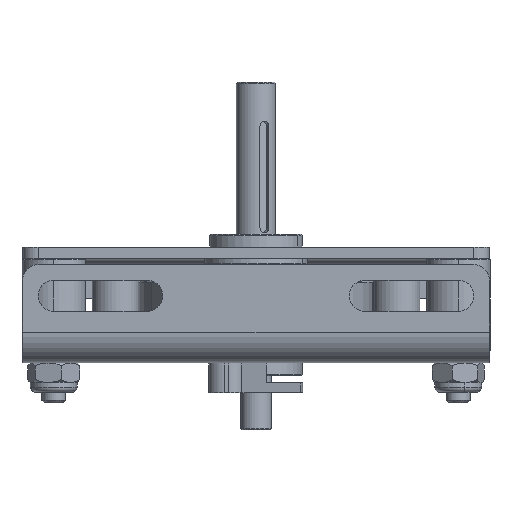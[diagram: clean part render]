
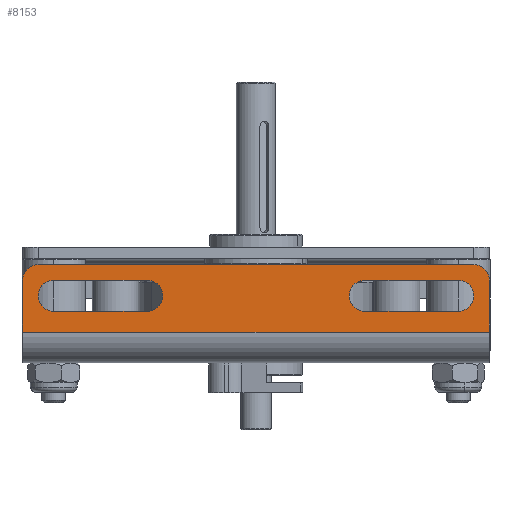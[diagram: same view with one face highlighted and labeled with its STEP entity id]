
A CAD part, front view. The second image highlights one B-rep face of the part: STEP entity #8153.
In plain terms, the highlighted face is planar.
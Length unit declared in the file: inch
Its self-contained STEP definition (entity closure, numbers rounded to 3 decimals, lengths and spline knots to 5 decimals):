
#72 = CARTESIAN_POINT ( 'NONE',  ( 1.625, 1.37248, -0.575 ) ) ;
#136 = CARTESIAN_POINT ( 'NONE',  ( 1.875, 1.37248, 0. ) ) ;
#159 = EDGE_CURVE ( 'NONE', #6764, #6067, #3838, .T. ) ;
#191 = EDGE_CURVE ( 'NONE', #2636, #8823, #3268, .T. ) ;
#344 = DIRECTION ( 'NONE',  ( 0., 0., 1. ) ) ;
#530 = DIRECTION ( 'NONE',  ( 0., 1., 0. ) ) ;
#741 = ORIENTED_EDGE ( 'NONE', *, *, #6615, .F. ) ;
#819 = CIRCLE ( 'NONE', #7863, 0.125 ) ;
#875 = DIRECTION ( 'NONE',  ( 1., 0., 0. ) ) ;
#877 = ORIENTED_EDGE ( 'NONE', *, *, #191, .F. ) ;
#995 = VECTOR ( 'NONE', #5514, 39.37008 ) ;
#1042 = DIRECTION ( 'NONE',  ( 0., 1., 0. ) ) ;
#1074 = CARTESIAN_POINT ( 'NONE',  ( 0.875, 1.37248, -0.575 ) ) ;
#1266 = VECTOR ( 'NONE', #5473, 39.37008 ) ;
#1387 = FACE_OUTER_BOUND ( 'NONE', #2709, .T. ) ;
#1420 = VECTOR ( 'NONE', #11586, 39.37008 ) ;
#1432 = VERTEX_POINT ( 'NONE', #8122 ) ;
#1436 = LINE ( 'NONE', #7241, #7555 ) ;
#1690 = LINE ( 'NONE', #8841, #1420 ) ;
#1825 = DIRECTION ( 'NONE',  ( 0., 1., 0. ) ) ;
#1866 = VERTEX_POINT ( 'NONE', #1897 ) ;
#1897 = CARTESIAN_POINT ( 'NONE',  ( 0.875, 1.37248, -0.325 ) ) ;
#1917 = CARTESIAN_POINT ( 'NONE',  ( -1.625, 1.37248, -0.575 ) ) ;
#2164 = EDGE_CURVE ( 'NONE', #8558, #1432, #11010, .T. ) ;
#2442 = VECTOR ( 'NONE', #6880, 39.37008 ) ;
#2554 = ORIENTED_EDGE ( 'NONE', *, *, #159, .F. ) ;
#2636 = VERTEX_POINT ( 'NONE', #6680 ) ;
#2664 = CIRCLE ( 'NONE', #4827, 0.125 ) ;
#2709 = EDGE_LOOP ( 'NONE', ( #877, #11763, #8216, #4770, #6218, #3260 ) ) ;
#2720 = EDGE_CURVE ( 'NONE', #6160, #3201, #6292, .T. ) ;
#2740 = EDGE_CURVE ( 'NONE', #3201, #6764, #6008, .T. ) ;
#3064 = AXIS2_PLACEMENT_3D ( 'NONE', #10462, #5013, #11371 ) ;
#3201 = VERTEX_POINT ( 'NONE', #9802 ) ;
#3260 = ORIENTED_EDGE ( 'NONE', *, *, #4842, .T. ) ;
#3268 = LINE ( 'NONE', #5827, #8096 ) ;
#3287 = EDGE_LOOP ( 'NONE', ( #3835, #741, #7085, #10424 ) ) ;
#3412 = LINE ( 'NONE', #72, #995 ) ;
#3481 = DIRECTION ( 'NONE',  ( 1., 0., 0. ) ) ;
#3535 = EDGE_LOOP ( 'NONE', ( #2554, #10979, #5181, #8858 ) ) ;
#3591 = CARTESIAN_POINT ( 'NONE',  ( -1.75, 1.37248, -0.575 ) ) ;
#3835 = ORIENTED_EDGE ( 'NONE', *, *, #4621, .F. ) ;
#3838 = CIRCLE ( 'NONE', #4737, 0.125 ) ;
#4078 = CARTESIAN_POINT ( 'NONE',  ( 1.75, 1.37248, -0.575 ) ) ;
#4435 = CARTESIAN_POINT ( 'NONE',  ( -1.875, 1.37248, -0.7 ) ) ;
#4499 = DIRECTION ( 'NONE',  ( 0., 0., 1. ) ) ;
#4621 = EDGE_CURVE ( 'NONE', #10774, #5123, #10106, .T. ) ;
#4737 = AXIS2_PLACEMENT_3D ( 'NONE', #10365, #4907, #11295 ) ;
#4770 = ORIENTED_EDGE ( 'NONE', *, *, #11301, .T. ) ;
#4807 = LINE ( 'NONE', #8051, #9671 ) ;
#4827 = AXIS2_PLACEMENT_3D ( 'NONE', #4078, #10455, #5003 ) ;
#4842 = EDGE_CURVE ( 'NONE', #8558, #8823, #1690, .T. ) ;
#4907 = DIRECTION ( 'NONE',  ( 0., 1., 0. ) ) ;
#5003 = DIRECTION ( 'NONE',  ( 0., 0., 1. ) ) ;
#5013 = DIRECTION ( 'NONE',  ( 0., 1., 0. ) ) ;
#5123 = VERTEX_POINT ( 'NONE', #10271 ) ;
#5181 = ORIENTED_EDGE ( 'NONE', *, *, #2720, .F. ) ;
#5283 = CARTESIAN_POINT ( 'NONE',  ( -1.75, 1.37248, -0.7 ) ) ;
#5285 = VERTEX_POINT ( 'NONE', #5283 ) ;
#5315 = EDGE_CURVE ( 'NONE', #6067, #6160, #4807, .T. ) ;
#5452 = AXIS2_PLACEMENT_3D ( 'NONE', #3591, #9981, #4499 ) ;
#5473 = DIRECTION ( 'NONE',  ( 1., 0., 0. ) ) ;
#5514 = DIRECTION ( 'NONE',  ( -1., 0., 0. ) ) ;
#5560 = CARTESIAN_POINT ( 'NONE',  ( 1.625, 1.37248, -0.325 ) ) ;
#5574 = PLANE ( 'NONE',  #10868 ) ;
#5827 = CARTESIAN_POINT ( 'NONE',  ( 1.875, 1.37248, 0. ) ) ;
#5911 = CARTESIAN_POINT ( 'NONE',  ( 1.875, 1.37248, -0.15748 ) ) ;
#5985 = CARTESIAN_POINT ( 'NONE',  ( 0.875, 1.37248, -0.45 ) ) ;
#6008 = LINE ( 'NONE', #7774, #2442 ) ;
#6067 = VERTEX_POINT ( 'NONE', #8117 ) ;
#6089 = AXIS2_PLACEMENT_3D ( 'NONE', #7285, #1825, #8183 ) ;
#6144 = VECTOR ( 'NONE', #9057, 39.37008 ) ;
#6160 = VERTEX_POINT ( 'NONE', #11078 ) ;
#6218 = ORIENTED_EDGE ( 'NONE', *, *, #2164, .F. ) ;
#6292 = CIRCLE ( 'NONE', #3064, 0.125 ) ;
#6615 = EDGE_CURVE ( 'NONE', #1866, #10774, #10366, .T. ) ;
#6680 = CARTESIAN_POINT ( 'NONE',  ( 1.875, 1.37248, -0.575 ) ) ;
#6764 = VERTEX_POINT ( 'NONE', #1917 ) ;
#6880 = DIRECTION ( 'NONE',  ( -1., 0., 0. ) ) ;
#6903 = DIRECTION ( 'NONE',  ( 0., 0., 1. ) ) ;
#7039 = CARTESIAN_POINT ( 'NONE',  ( 1.75, 1.37248, -0.7 ) ) ;
#7085 = ORIENTED_EDGE ( 'NONE', *, *, #7380, .F. ) ;
#7241 = CARTESIAN_POINT ( 'NONE',  ( 1.875, 1.37248, -0.7 ) ) ;
#7285 = CARTESIAN_POINT ( 'NONE',  ( 1.625, 1.37248, -0.45 ) ) ;
#7312 = EDGE_CURVE ( 'NONE', #2636, #10552, #2664, .T. ) ;
#7380 = EDGE_CURVE ( 'NONE', #9565, #1866, #819, .T. ) ;
#7412 = DIRECTION ( 'NONE',  ( 0., 0., 1. ) ) ;
#7555 = VECTOR ( 'NONE', #875, 39.37008 ) ;
#7774 = CARTESIAN_POINT ( 'NONE',  ( -1.625, 1.37248, -0.575 ) ) ;
#7863 = AXIS2_PLACEMENT_3D ( 'NONE', #5985, #530, #6903 ) ;
#8051 = CARTESIAN_POINT ( 'NONE',  ( -1.625, 1.37248, -0.325 ) ) ;
#8096 = VECTOR ( 'NONE', #344, 39.37008 ) ;
#8117 = CARTESIAN_POINT ( 'NONE',  ( -1.625, 1.37248, -0.325 ) ) ;
#8122 = CARTESIAN_POINT ( 'NONE',  ( -1.875, 1.37248, -0.575 ) ) ;
#8153 = ADVANCED_FACE ( 'NONE', ( #8643, #8353, #1387 ), #5574, .T. ) ;
#8183 = DIRECTION ( 'NONE',  ( 0., 0., 1. ) ) ;
#8216 = ORIENTED_EDGE ( 'NONE', *, *, #9912, .F. ) ;
#8353 = FACE_BOUND ( 'NONE', #3535, .T. ) ;
#8539 = CIRCLE ( 'NONE', #5452, 0.125 ) ;
#8558 = VERTEX_POINT ( 'NONE', #11704 ) ;
#8643 = FACE_BOUND ( 'NONE', #3287, .T. ) ;
#8823 = VERTEX_POINT ( 'NONE', #5911 ) ;
#8841 = CARTESIAN_POINT ( 'NONE',  ( 1.875, 1.37248, -0.15748 ) ) ;
#8858 = ORIENTED_EDGE ( 'NONE', *, *, #5315, .F. ) ;
#9057 = DIRECTION ( 'NONE',  ( 0., 0., -1. ) ) ;
#9565 = VERTEX_POINT ( 'NONE', #1074 ) ;
#9671 = VECTOR ( 'NONE', #3481, 39.37008 ) ;
#9802 = CARTESIAN_POINT ( 'NONE',  ( -0.875, 1.37248, -0.575 ) ) ;
#9912 = EDGE_CURVE ( 'NONE', #5285, #10552, #1436, .T. ) ;
#9981 = DIRECTION ( 'NONE',  ( 0., 1., 0. ) ) ;
#9990 = EDGE_CURVE ( 'NONE', #5123, #9565, #3412, .T. ) ;
#10106 = CIRCLE ( 'NONE', #6089, 0.125 ) ;
#10271 = CARTESIAN_POINT ( 'NONE',  ( 1.625, 1.37248, -0.575 ) ) ;
#10365 = CARTESIAN_POINT ( 'NONE',  ( -1.625, 1.37248, -0.45 ) ) ;
#10366 = LINE ( 'NONE', #10954, #1266 ) ;
#10424 = ORIENTED_EDGE ( 'NONE', *, *, #9990, .F. ) ;
#10455 = DIRECTION ( 'NONE',  ( 0., 1., 0. ) ) ;
#10462 = CARTESIAN_POINT ( 'NONE',  ( -0.875, 1.37248, -0.45 ) ) ;
#10552 = VERTEX_POINT ( 'NONE', #7039 ) ;
#10774 = VERTEX_POINT ( 'NONE', #5560 ) ;
#10868 = AXIS2_PLACEMENT_3D ( 'NONE', #136, #1042, #7412 ) ;
#10954 = CARTESIAN_POINT ( 'NONE',  ( 1.625, 1.37248, -0.325 ) ) ;
#10979 = ORIENTED_EDGE ( 'NONE', *, *, #2740, .F. ) ;
#11010 = LINE ( 'NONE', #4435, #6144 ) ;
#11078 = CARTESIAN_POINT ( 'NONE',  ( -0.875, 1.37248, -0.325 ) ) ;
#11295 = DIRECTION ( 'NONE',  ( 0., 0., 1. ) ) ;
#11301 = EDGE_CURVE ( 'NONE', #5285, #1432, #8539, .T. ) ;
#11371 = DIRECTION ( 'NONE',  ( 0., 0., 1. ) ) ;
#11586 = DIRECTION ( 'NONE',  ( 1., 0., 0. ) ) ;
#11704 = CARTESIAN_POINT ( 'NONE',  ( -1.875, 1.37248, -0.15748 ) ) ;
#11763 = ORIENTED_EDGE ( 'NONE', *, *, #7312, .T. ) ;
